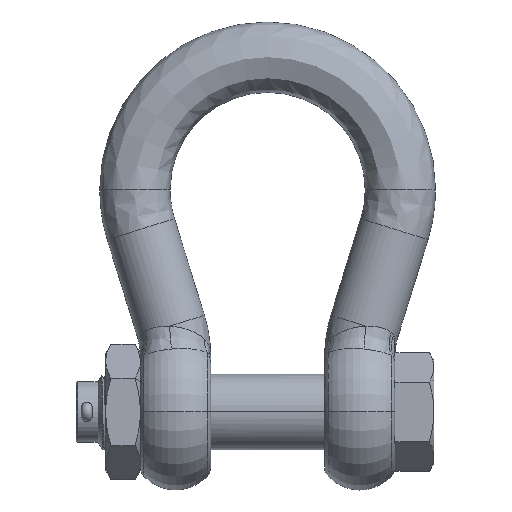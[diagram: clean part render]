
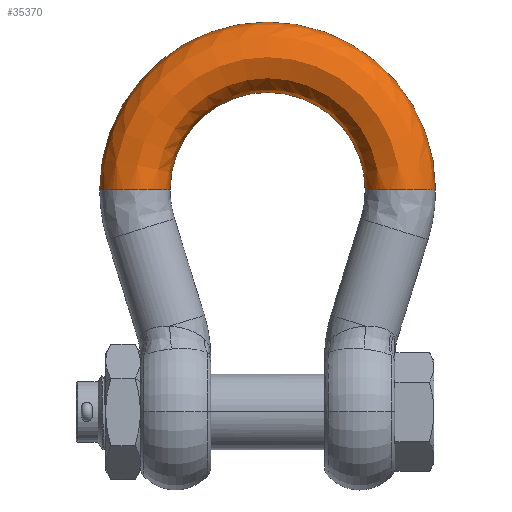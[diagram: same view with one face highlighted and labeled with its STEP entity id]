
A CAD part, top view. The second image highlights one B-rep face of the part: STEP entity #35370.
In plain terms, the highlighted free-form (B-spline) face has degree [3, 3] with [4, 7] control points.
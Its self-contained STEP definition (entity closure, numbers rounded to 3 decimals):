
#8847 = CARTESIAN_POINT ( 'NONE',  ( 90., 205., 0. ) ) ;
#8913 = DIRECTION ( 'NONE',  ( 1., 0., 0. ) ) ;
#8914 = DIRECTION ( 'NONE',  ( 0., 0., -1. ) ) ;
#8915 = CARTESIAN_POINT ( 'NONE',  ( 0., 205., 0. ) ) ;
#8916 = AXIS2_PLACEMENT_3D ( 'NONE', #8915, #8914, #8913 ) ;
#8917 = CIRCLE ( 'NONE', #8916, 90. ) ;
#8934 = FACE_OUTER_BOUND ( 'NONE', #35325, .T. ) ;
#8938 = DIRECTION ( 'NONE',  ( 0., 0., -1. ) ) ;
#8939 = DIRECTION ( 'NONE',  ( 0., -1., 0. ) ) ;
#8940 = CARTESIAN_POINT ( 'NONE',  ( -122.5, 205., 0. ) ) ;
#8941 = AXIS2_PLACEMENT_3D ( 'NONE', #8940, #8939, #8938 ) ;
#8942 = CIRCLE ( 'NONE', #8941, 32.5 ) ;
#8943 = DIRECTION ( 'NONE',  ( 1., 0., 0. ) ) ;
#8944 = DIRECTION ( 'NONE',  ( 0., 0., 1. ) ) ;
#8945 = CARTESIAN_POINT ( 'NONE',  ( 0., 205., 0. ) ) ;
#8946 = AXIS2_PLACEMENT_3D ( 'NONE', #8945, #8944, #8943 ) ;
#8947 = CIRCLE ( 'NONE', #8946, 155. ) ;
#8948 = CARTESIAN_POINT ( 'NONE',  ( 155., 205., 0. ) ) ;
#8953 = CARTESIAN_POINT ( 'NONE',  ( -155., 295.797, 65. ) ) ;
#8954 = CARTESIAN_POINT ( 'NONE',  ( -155., 205., 65. ) ) ;
#8955 = CARTESIAN_POINT ( 'NONE',  ( 90., 205., 65. ) ) ;
#8956 = CARTESIAN_POINT ( 'NONE',  ( 90., 257.721, 65. ) ) ;
#8957 = CARTESIAN_POINT ( 'NONE',  ( 52.721, 295., 65. ) ) ;
#8958 = CARTESIAN_POINT ( 'NONE',  ( 0., 295., 65. ) ) ;
#8959 = CARTESIAN_POINT ( 'NONE',  ( -52.721, 295., 65. ) ) ;
#8960 = CARTESIAN_POINT ( 'NONE',  ( -90., 257.721, 65. ) ) ;
#8961 = CARTESIAN_POINT ( 'NONE',  ( -90., 205., 65. ) ) ;
#8962 = CARTESIAN_POINT ( 'NONE',  ( 90., 205., 0. ) ) ;
#8963 = CARTESIAN_POINT ( 'NONE',  ( 90., 257.721, 0. ) ) ;
#8964 = CARTESIAN_POINT ( 'NONE',  ( 52.721, 295., 0. ) ) ;
#8965 = CARTESIAN_POINT ( 'NONE',  ( 0., 295., 0. ) ) ;
#8966 = CARTESIAN_POINT ( 'NONE',  ( -52.721, 295., 0. ) ) ;
#8967 = CARTESIAN_POINT ( 'NONE',  ( -90., 257.721, 0. ) ) ;
#8968 = CARTESIAN_POINT ( 'NONE',  ( -90., 205., 0. ) ) ;
#8977 =( BOUNDED_SURFACE ( )  B_SPLINE_SURFACE ( 3, 3, ( 
 ( #8968, #8967, #8966, #8965, #8964, #8963, #8962 ),
 ( #8961, #8960, #8959, #8958, #8957, #8956, #8955 ),
 ( #8954, #8953, #9001, #9000, #8999, #8998, #8997 ),
 ( #8996, #8995, #8994, #8993, #8992, #8991, #8990 ) ),
 .UNSPECIFIED., .F., .F., .F. ) 
 B_SPLINE_SURFACE_WITH_KNOTS ( ( 4, 4 ),
 ( 4, 3, 4 ),
 ( 0., 1. ),
 ( 0., 0.5, 1. ),
 .UNSPECIFIED. ) 
 GEOMETRIC_REPRESENTATION_ITEM ( )  RATIONAL_B_SPLINE_SURFACE ( (
 ( 1., 0.805, 0.805, 1., 0.805, 0.805, 1.),
 ( 0.333, 0.268, 0.268, 0.333, 0.268, 0.268, 0.333),
 ( 0.333, 0.268, 0.268, 0.333, 0.268, 0.268, 0.333),
 ( 1., 0.805, 0.805, 1., 0.805, 0.805, 1.) ) ) 
 REPRESENTATION_ITEM ( '' )  SURFACE ( )  );
#8990 = CARTESIAN_POINT ( 'NONE',  ( 155., 205., 0. ) ) ;
#8991 = CARTESIAN_POINT ( 'NONE',  ( 155., 295.797, 0. ) ) ;
#8992 = CARTESIAN_POINT ( 'NONE',  ( 90.797, 360., 0. ) ) ;
#8993 = CARTESIAN_POINT ( 'NONE',  ( 0., 360., 0. ) ) ;
#8994 = CARTESIAN_POINT ( 'NONE',  ( -90.797, 360., 0. ) ) ;
#8995 = CARTESIAN_POINT ( 'NONE',  ( -155., 295.797, 0. ) ) ;
#8996 = CARTESIAN_POINT ( 'NONE',  ( -155., 205., 0. ) ) ;
#8997 = CARTESIAN_POINT ( 'NONE',  ( 155., 205., 65. ) ) ;
#8998 = CARTESIAN_POINT ( 'NONE',  ( 155., 295.797, 65. ) ) ;
#8999 = CARTESIAN_POINT ( 'NONE',  ( 90.797, 360., 65. ) ) ;
#9000 = CARTESIAN_POINT ( 'NONE',  ( 0., 360., 65. ) ) ;
#9001 = CARTESIAN_POINT ( 'NONE',  ( -90.797, 360., 65. ) ) ;
#9013 = CARTESIAN_POINT ( 'NONE',  ( 155., 205., 0. ) ) ;
#9014 = CARTESIAN_POINT ( 'NONE',  ( 155., 205., 65. ) ) ;
#9015 = CARTESIAN_POINT ( 'NONE',  ( 90., 205., 65. ) ) ;
#9016 = CARTESIAN_POINT ( 'NONE',  ( 90., 205., 0. ) ) ;
#9017 =( BOUNDED_CURVE ( )  B_SPLINE_CURVE ( 3, ( #9016, #9015, #9014, #9013 ),
 .UNSPECIFIED., .F., .T. ) 
 B_SPLINE_CURVE_WITH_KNOTS ( ( 4, 4 ),
 ( 0., 1. ),
 .UNSPECIFIED. ) 
 CURVE ( )  GEOMETRIC_REPRESENTATION_ITEM ( )  RATIONAL_B_SPLINE_CURVE ( ( 1., 0.333, 0.333, 1. ) ) 
 REPRESENTATION_ITEM ( '' )  );
#9018 = CARTESIAN_POINT ( 'NONE',  ( -90., 205., 0. ) ) ;
#9149 = CARTESIAN_POINT ( 'NONE',  ( -155., 205., 0. ) ) ;
#35325 = EDGE_LOOP ( 'NONE', ( #35382, #35383, #35365, #35366 ) ) ;
#35328 = VERTEX_POINT ( 'NONE', #8847 ) ;
#35355 = EDGE_CURVE ( 'NONE', #35381, #35328, #8917, .T. ) ;
#35363 = EDGE_CURVE ( 'NONE', #35364, #35442, #8947, .T. ) ;
#35364 = VERTEX_POINT ( 'NONE', #8948 ) ;
#35365 = ORIENTED_EDGE ( 'NONE', *, *, #35363, .T. ) ;
#35366 = ORIENTED_EDGE ( 'NONE', *, *, #35367, .F. ) ;
#35367 = EDGE_CURVE ( 'NONE', #35381, #35442, #8942, .T. ) ;
#35370 = ADVANCED_FACE ( 'NONE', ( #8934 ), #8977, .F. ) ;
#35381 = VERTEX_POINT ( 'NONE', #9018 ) ;
#35382 = ORIENTED_EDGE ( 'NONE', *, *, #35355, .T. ) ;
#35383 = ORIENTED_EDGE ( 'NONE', *, *, #35384, .T. ) ;
#35384 = EDGE_CURVE ( 'NONE', #35328, #35364, #9017, .T. ) ;
#35442 = VERTEX_POINT ( 'NONE', #9149 ) ;
